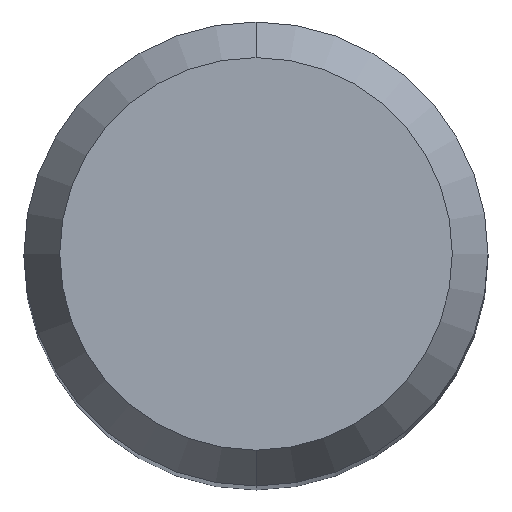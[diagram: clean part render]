
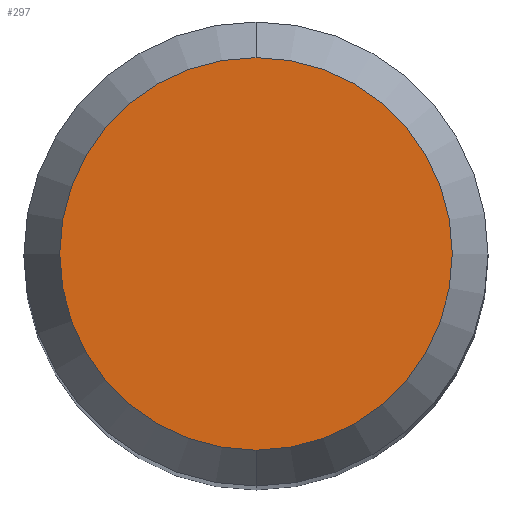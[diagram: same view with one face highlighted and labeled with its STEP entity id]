
A CAD part, top view. The second image highlights one B-rep face of the part: STEP entity #297.
In plain terms, the highlighted planar face has unit normal (0, 0, 1).
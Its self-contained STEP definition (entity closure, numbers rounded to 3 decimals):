
#177=VERTEX_POINT('',#454);
#183=VERTEX_POINT('',#460);
#193=EDGE_CURVE('',#177,#183,#470,.T.);
#297=ADVANCED_FACE('',(#585),#586,.T.);
#413=EDGE_CURVE('',#183,#177,#714,.T.);
#454=CARTESIAN_POINT('',(0.0,2.538,29.359));
#460=CARTESIAN_POINT('',(0.,-2.538,29.359));
#470=CIRCLE('',#814,2.538);
#585=FACE_OUTER_BOUND('',#1021,.T.);
#586=PLANE('',#1022);
#714=CIRCLE('',#1333,2.538);
#814=AXIS2_PLACEMENT_3D('',#1374,#1375,#1376);
#1021=EDGE_LOOP('',(#1501,#1502));
#1022=AXIS2_PLACEMENT_3D('',#1503,#1504,#1505);
#1333=AXIS2_PLACEMENT_3D('',#1647,#1648,#1649);
#1374=CARTESIAN_POINT('',(0.0,0.0,29.359));
#1375=DIRECTION('',(0.0,0.0,-1.0));
#1376=DIRECTION('',(0.0,1.0,0.0));
#1501=ORIENTED_EDGE('',*,*,#193,.F.);
#1502=ORIENTED_EDGE('',*,*,#413,.F.);
#1503=CARTESIAN_POINT('',(0.0,1.269,29.359));
#1504=DIRECTION('',(-0.0,0.0,1.0));
#1505=DIRECTION('',(0.0,-1.0,0.0));
#1647=CARTESIAN_POINT('',(0.0,0.0,29.359));
#1648=DIRECTION('',(0.0,0.0,-1.0));
#1649=DIRECTION('',(0.0,1.0,0.0));
